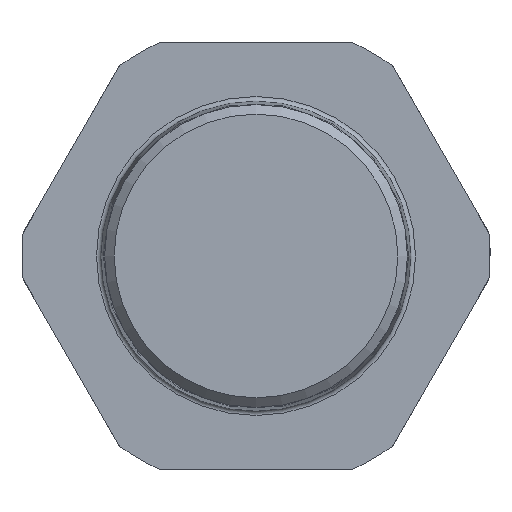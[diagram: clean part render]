
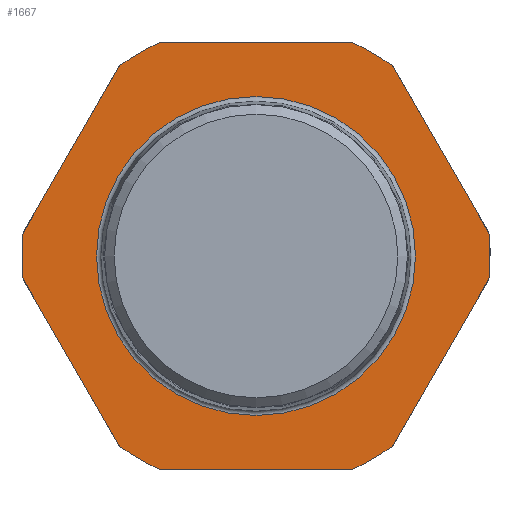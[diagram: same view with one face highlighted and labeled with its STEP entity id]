
A CAD part, left-side view. The second image highlights one B-rep face of the part: STEP entity #1667.
In plain terms, the highlighted planar face has unit normal (-1, 0, 0).
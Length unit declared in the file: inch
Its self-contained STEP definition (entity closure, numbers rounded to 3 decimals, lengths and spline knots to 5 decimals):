
#22=FACE_BOUND('',#513,.T.);
#121=LINE('',#3435,#186);
#124=LINE('',#3465,#189);
#127=LINE('',#3495,#192);
#130=LINE('',#3525,#195);
#133=LINE('',#3545,#198);
#136=LINE('',#3588,#201);
#186=VECTOR('',#2320,0.3937);
#189=VECTOR('',#2325,0.3937);
#192=VECTOR('',#2330,0.3937);
#195=VECTOR('',#2335,0.3937);
#198=VECTOR('',#2340,0.3937);
#201=VECTOR('',#2345,0.3937);
#421=FACE_OUTER_BOUND('',#512,.T.);
#512=EDGE_LOOP('',(#1503,#1504,#1505,#1506,#1507,#1508,#1509,#1510,#1511,
#1512,#1513,#1514));
#513=EDGE_LOOP('',(#1515,#1516));
#631=CIRCLE('',#1883,0.99409);
#633=CIRCLE('',#1886,0.99409);
#634=CIRCLE('',#1888,0.99409);
#637=CIRCLE('',#1892,0.99409);
#638=CIRCLE('',#1894,0.99409);
#642=CIRCLE('',#1900,0.99409);
#643=CIRCLE('',#1901,0.67717);
#644=CIRCLE('',#1902,0.67717);
#792=VERTEX_POINT('',#3432);
#793=VERTEX_POINT('',#3434);
#796=VERTEX_POINT('',#3462);
#797=VERTEX_POINT('',#3464);
#800=VERTEX_POINT('',#3492);
#801=VERTEX_POINT('',#3494);
#804=VERTEX_POINT('',#3522);
#805=VERTEX_POINT('',#3524);
#808=VERTEX_POINT('',#3542);
#809=VERTEX_POINT('',#3544);
#813=VERTEX_POINT('',#3585);
#814=VERTEX_POINT('',#3587);
#815=VERTEX_POINT('',#3610);
#816=VERTEX_POINT('',#3611);
#1017=EDGE_CURVE('',#793,#792,#121,.T.);
#1021=EDGE_CURVE('',#797,#796,#124,.T.);
#1025=EDGE_CURVE('',#801,#800,#127,.T.);
#1029=EDGE_CURVE('',#805,#804,#130,.T.);
#1033=EDGE_CURVE('',#809,#808,#133,.T.);
#1038=EDGE_CURVE('',#814,#813,#136,.T.);
#1041=EDGE_CURVE('',#814,#804,#631,.T.);
#1043=EDGE_CURVE('',#805,#800,#633,.T.);
#1044=EDGE_CURVE('',#797,#808,#634,.T.);
#1047=EDGE_CURVE('',#801,#796,#637,.T.);
#1048=EDGE_CURVE('',#793,#813,#638,.T.);
#1052=EDGE_CURVE('',#809,#792,#642,.T.);
#1053=EDGE_CURVE('',#815,#816,#643,.T.);
#1054=EDGE_CURVE('',#816,#815,#644,.T.);
#1503=ORIENTED_EDGE('',*,*,#1017,.T.);
#1504=ORIENTED_EDGE('',*,*,#1052,.F.);
#1505=ORIENTED_EDGE('',*,*,#1033,.T.);
#1506=ORIENTED_EDGE('',*,*,#1044,.F.);
#1507=ORIENTED_EDGE('',*,*,#1021,.T.);
#1508=ORIENTED_EDGE('',*,*,#1047,.F.);
#1509=ORIENTED_EDGE('',*,*,#1025,.T.);
#1510=ORIENTED_EDGE('',*,*,#1043,.F.);
#1511=ORIENTED_EDGE('',*,*,#1029,.T.);
#1512=ORIENTED_EDGE('',*,*,#1041,.F.);
#1513=ORIENTED_EDGE('',*,*,#1038,.T.);
#1514=ORIENTED_EDGE('',*,*,#1048,.F.);
#1515=ORIENTED_EDGE('',*,*,#1053,.T.);
#1516=ORIENTED_EDGE('',*,*,#1054,.T.);
#1586=PLANE('',#1899);
#1667=ADVANCED_FACE('',(#421,#22),#1586,.T.);
#1883=AXIS2_PLACEMENT_3D('',#3592,#2351,#2352);
#1886=AXIS2_PLACEMENT_3D('',#3595,#2357,#2358);
#1888=AXIS2_PLACEMENT_3D('',#3597,#2361,#2362);
#1892=AXIS2_PLACEMENT_3D('',#3601,#2369,#2370);
#1894=AXIS2_PLACEMENT_3D('',#3603,#2373,#2374);
#1899=AXIS2_PLACEMENT_3D('',#3608,#2383,#2384);
#1900=AXIS2_PLACEMENT_3D('',#3609,#2385,#2386);
#1901=AXIS2_PLACEMENT_3D('',#3612,#2387,#2388);
#1902=AXIS2_PLACEMENT_3D('',#3613,#2389,#2390);
#2320=DIRECTION('',(0.,-0.5,-0.866));
#2325=DIRECTION('',(0.,-0.5,0.866));
#2330=DIRECTION('',(0.,0.5,0.866));
#2335=DIRECTION('',(0.,1.,0.));
#2340=DIRECTION('',(0.,-1.,0.));
#2345=DIRECTION('',(0.,0.5,-0.866));
#2351=DIRECTION('center_axis',(1.,0.,0.));
#2352=DIRECTION('ref_axis',(0.,0.,1.));
#2357=DIRECTION('center_axis',(1.,0.,0.));
#2358=DIRECTION('ref_axis',(0.,0.,1.));
#2361=DIRECTION('center_axis',(1.,0.,0.));
#2362=DIRECTION('ref_axis',(0.,0.,1.));
#2369=DIRECTION('center_axis',(1.,0.,0.));
#2370=DIRECTION('ref_axis',(0.,0.,1.));
#2373=DIRECTION('center_axis',(1.,0.,0.));
#2374=DIRECTION('ref_axis',(0.,0.,1.));
#2383=DIRECTION('center_axis',(-1.,0.,0.));
#2384=DIRECTION('ref_axis',(0.,0.,
-1.));
#2385=DIRECTION('center_axis',(1.,0.,0.));
#2386=DIRECTION('ref_axis',(0.,0.,1.));
#2387=DIRECTION('center_axis',(1.,0.,0.));
#2388=DIRECTION('ref_axis',(0.,0.,1.));
#2389=DIRECTION('center_axis',(1.,0.,0.));
#2390=DIRECTION('ref_axis',(0.,0.,1.));
#3432=CARTESIAN_POINT('',(-0.9252,0.57909,-0.80801));
#3434=CARTESIAN_POINT('',(-0.9252,0.9893,-0.0975));
#3435=CARTESIAN_POINT('',(-0.9252,0.76249,-0.49036));
#3462=CARTESIAN_POINT('',(-0.9252,-0.9893,-0.0975));
#3464=CARTESIAN_POINT('',(-0.9252,-0.57909,-0.80801));
#3465=CARTESIAN_POINT('',(-0.9252,-0.80591,-0.41515));
#3492=CARTESIAN_POINT('',(-0.9252,-0.57909,0.80801));
#3494=CARTESIAN_POINT('',(-0.9252,-0.9893,0.0975));
#3495=CARTESIAN_POINT('',(-0.9252,-1.01101,0.0599));
#3522=CARTESIAN_POINT('',(-0.9252,0.41021,0.90551));
#3524=CARTESIAN_POINT('',(-0.9252,-0.41021,0.90551));
#3525=CARTESIAN_POINT('',(-0.9252,-0.70215,0.90551));
#3542=CARTESIAN_POINT('',(-0.9252,-0.41021,-0.90551));
#3544=CARTESIAN_POINT('',(-0.9252,0.41021,-0.90551));
#3545=CARTESIAN_POINT('',(-0.9252,-0.29194,-0.90551));
#3585=CARTESIAN_POINT('',(-0.9252,0.9893,0.0975));
#3587=CARTESIAN_POINT('',(-0.9252,0.57909,0.80801));
#3588=CARTESIAN_POINT('',(-0.9252,0.55738,0.84561));
#3592=CARTESIAN_POINT('Origin',(-0.9252,0.,
0.));
#3595=CARTESIAN_POINT('Origin',(-0.9252,0.,
0.));
#3597=CARTESIAN_POINT('Origin',(-0.9252,0.,
0.));
#3601=CARTESIAN_POINT('Origin',(-0.9252,0.,
0.));
#3603=CARTESIAN_POINT('Origin',(-0.9252,0.,
0.));
#3608=CARTESIAN_POINT('Origin',(-0.9252,-0.99409,0.));
#3609=CARTESIAN_POINT('Origin',(-0.9252,0.,
0.));
#3610=CARTESIAN_POINT('',(-0.9252,-0.67717,0.));
#3611=CARTESIAN_POINT('',(-0.9252,0.,-0.67717));
#3612=CARTESIAN_POINT('Origin',(-0.9252,0.,
0.));
#3613=CARTESIAN_POINT('Origin',(-0.9252,0.,
0.));
